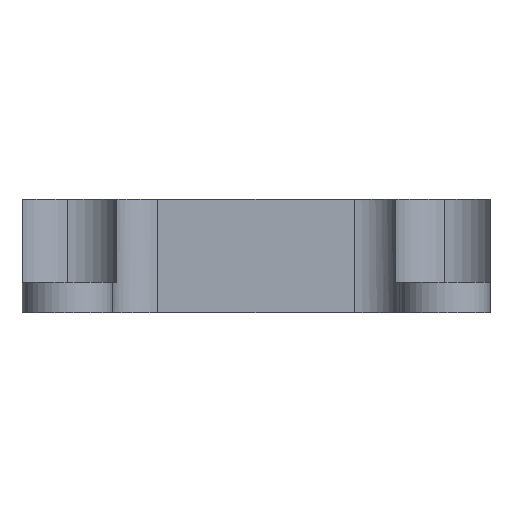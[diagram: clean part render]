
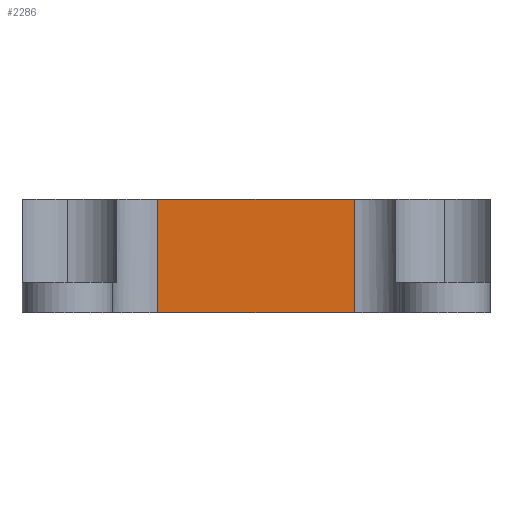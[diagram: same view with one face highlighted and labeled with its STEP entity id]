
A CAD part, left-side view. The second image highlights one B-rep face of the part: STEP entity #2286.
In plain terms, the highlighted planar face has unit normal (-1, 0, 0).
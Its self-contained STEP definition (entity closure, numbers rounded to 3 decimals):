
#45 = PLANE('',#46);
#46 = AXIS2_PLACEMENT_3D('',#47,#48,#49);
#47 = CARTESIAN_POINT('',(0.,0.,0.));
#48 = DIRECTION('',(0.,0.,1.));
#49 = DIRECTION('',(1.,0.,0.));
#449 = VERTEX_POINT('',#450);
#450 = CARTESIAN_POINT('',(-19.,13.,0.));
#465 = CYLINDRICAL_SURFACE('',#466,6.);
#466 = AXIS2_PLACEMENT_3D('',#467,#468,#469);
#467 = CARTESIAN_POINT('',(-25.,13.,0.));
#468 = DIRECTION('',(-0.,-0.,-1.));
#469 = DIRECTION('',(1.,0.,0.));
#477 = EDGE_CURVE('',#478,#449,#480,.T.);
#478 = VERTEX_POINT('',#479);
#479 = CARTESIAN_POINT('',(-19.,-13.,0.));
#480 = SURFACE_CURVE('',#481,(#485,#492),.PCURVE_S1.);
#481 = LINE('',#482,#483);
#482 = CARTESIAN_POINT('',(-19.,-13.,0.));
#483 = VECTOR('',#484,1.);
#484 = DIRECTION('',(0.,1.,0.));
#485 = PCURVE('',#45,#486);
#486 = DEFINITIONAL_REPRESENTATION('',(#487),#491);
#487 = LINE('',#488,#489);
#488 = CARTESIAN_POINT('',(-19.,-13.));
#489 = VECTOR('',#490,1.);
#490 = DIRECTION('',(0.,1.));
#491 = ( GEOMETRIC_REPRESENTATION_CONTEXT(2) 
PARAMETRIC_REPRESENTATION_CONTEXT() REPRESENTATION_CONTEXT('2D SPACE',''
  ) );
#492 = PCURVE('',#493,#498);
#493 = PLANE('',#494);
#494 = AXIS2_PLACEMENT_3D('',#495,#496,#497);
#495 = CARTESIAN_POINT('',(-19.,-13.,0.));
#496 = DIRECTION('',(-1.,0.,0.));
#497 = DIRECTION('',(0.,1.,0.));
#498 = DEFINITIONAL_REPRESENTATION('',(#499),#503);
#499 = LINE('',#500,#501);
#500 = CARTESIAN_POINT('',(0.,0.));
#501 = VECTOR('',#502,1.);
#502 = DIRECTION('',(1.,0.));
#503 = ( GEOMETRIC_REPRESENTATION_CONTEXT(2) 
PARAMETRIC_REPRESENTATION_CONTEXT() REPRESENTATION_CONTEXT('2D SPACE',''
  ) );
#522 = CYLINDRICAL_SURFACE('',#523,6.);
#523 = AXIS2_PLACEMENT_3D('',#524,#525,#526);
#524 = CARTESIAN_POINT('',(-25.,-13.,0.));
#525 = DIRECTION('',(-0.,-0.,-1.));
#526 = DIRECTION('',(1.,0.,0.));
#1012 = PLANE('',#1013);
#1013 = AXIS2_PLACEMENT_3D('',#1014,#1015,#1016);
#1014 = CARTESIAN_POINT('',(0.,0.,15.)
  );
#1015 = DIRECTION('',(0.,0.,1.));
#1016 = DIRECTION('',(1.,0.,0.));
#2243 = VERTEX_POINT('',#2244);
#2244 = CARTESIAN_POINT('',(-19.,-13.,15.));
#2266 = EDGE_CURVE('',#478,#2243,#2267,.T.);
#2267 = SURFACE_CURVE('',#2268,(#2272,#2279),.PCURVE_S1.);
#2268 = LINE('',#2269,#2270);
#2269 = CARTESIAN_POINT('',(-19.,-13.,0.));
#2270 = VECTOR('',#2271,1.);
#2271 = DIRECTION('',(0.,0.,1.));
#2272 = PCURVE('',#522,#2273);
#2273 = DEFINITIONAL_REPRESENTATION('',(#2274),#2278);
#2274 = LINE('',#2275,#2276);
#2275 = CARTESIAN_POINT('',(-6.283,0.));
#2276 = VECTOR('',#2277,1.);
#2277 = DIRECTION('',(-0.,-1.));
#2278 = ( GEOMETRIC_REPRESENTATION_CONTEXT(2) 
PARAMETRIC_REPRESENTATION_CONTEXT() REPRESENTATION_CONTEXT('2D SPACE',''
  ) );
#2279 = PCURVE('',#493,#2280);
#2280 = DEFINITIONAL_REPRESENTATION('',(#2281),#2285);
#2281 = LINE('',#2282,#2283);
#2282 = CARTESIAN_POINT('',(0.,0.));
#2283 = VECTOR('',#2284,1.);
#2284 = DIRECTION('',(0.,-1.));
#2285 = ( GEOMETRIC_REPRESENTATION_CONTEXT(2) 
PARAMETRIC_REPRESENTATION_CONTEXT() REPRESENTATION_CONTEXT('2D SPACE',''
  ) );
#2286 = ADVANCED_FACE('',(#2287),#493,.T.);
#2287 = FACE_BOUND('',#2288,.T.);
#2288 = EDGE_LOOP('',(#2289,#2290,#2313,#2334));
#2289 = ORIENTED_EDGE('',*,*,#2266,.T.);
#2290 = ORIENTED_EDGE('',*,*,#2291,.T.);
#2291 = EDGE_CURVE('',#2243,#2292,#2294,.T.);
#2292 = VERTEX_POINT('',#2293);
#2293 = CARTESIAN_POINT('',(-19.,13.,15.));
#2294 = SURFACE_CURVE('',#2295,(#2299,#2306),.PCURVE_S1.);
#2295 = LINE('',#2296,#2297);
#2296 = CARTESIAN_POINT('',(-19.,-13.,15.));
#2297 = VECTOR('',#2298,1.);
#2298 = DIRECTION('',(0.,1.,0.));
#2299 = PCURVE('',#493,#2300);
#2300 = DEFINITIONAL_REPRESENTATION('',(#2301),#2305);
#2301 = LINE('',#2302,#2303);
#2302 = CARTESIAN_POINT('',(0.,-15.));
#2303 = VECTOR('',#2304,1.);
#2304 = DIRECTION('',(1.,0.));
#2305 = ( GEOMETRIC_REPRESENTATION_CONTEXT(2) 
PARAMETRIC_REPRESENTATION_CONTEXT() REPRESENTATION_CONTEXT('2D SPACE',''
  ) );
#2306 = PCURVE('',#1012,#2307);
#2307 = DEFINITIONAL_REPRESENTATION('',(#2308),#2312);
#2308 = LINE('',#2309,#2310);
#2309 = CARTESIAN_POINT('',(-19.,-13.));
#2310 = VECTOR('',#2311,1.);
#2311 = DIRECTION('',(0.,1.));
#2312 = ( GEOMETRIC_REPRESENTATION_CONTEXT(2) 
PARAMETRIC_REPRESENTATION_CONTEXT() REPRESENTATION_CONTEXT('2D SPACE',''
  ) );
#2313 = ORIENTED_EDGE('',*,*,#2314,.F.);
#2314 = EDGE_CURVE('',#449,#2292,#2315,.T.);
#2315 = SURFACE_CURVE('',#2316,(#2320,#2327),.PCURVE_S1.);
#2316 = LINE('',#2317,#2318);
#2317 = CARTESIAN_POINT('',(-19.,13.,0.));
#2318 = VECTOR('',#2319,1.);
#2319 = DIRECTION('',(0.,0.,1.));
#2320 = PCURVE('',#493,#2321);
#2321 = DEFINITIONAL_REPRESENTATION('',(#2322),#2326);
#2322 = LINE('',#2323,#2324);
#2323 = CARTESIAN_POINT('',(26.,0.));
#2324 = VECTOR('',#2325,1.);
#2325 = DIRECTION('',(0.,-1.));
#2326 = ( GEOMETRIC_REPRESENTATION_CONTEXT(2) 
PARAMETRIC_REPRESENTATION_CONTEXT() REPRESENTATION_CONTEXT('2D SPACE',''
  ) );
#2327 = PCURVE('',#465,#2328);
#2328 = DEFINITIONAL_REPRESENTATION('',(#2329),#2333);
#2329 = LINE('',#2330,#2331);
#2330 = CARTESIAN_POINT('',(0.,0.));
#2331 = VECTOR('',#2332,1.);
#2332 = DIRECTION('',(-0.,-1.));
#2333 = ( GEOMETRIC_REPRESENTATION_CONTEXT(2) 
PARAMETRIC_REPRESENTATION_CONTEXT() REPRESENTATION_CONTEXT('2D SPACE',''
  ) );
#2334 = ORIENTED_EDGE('',*,*,#477,.F.);
